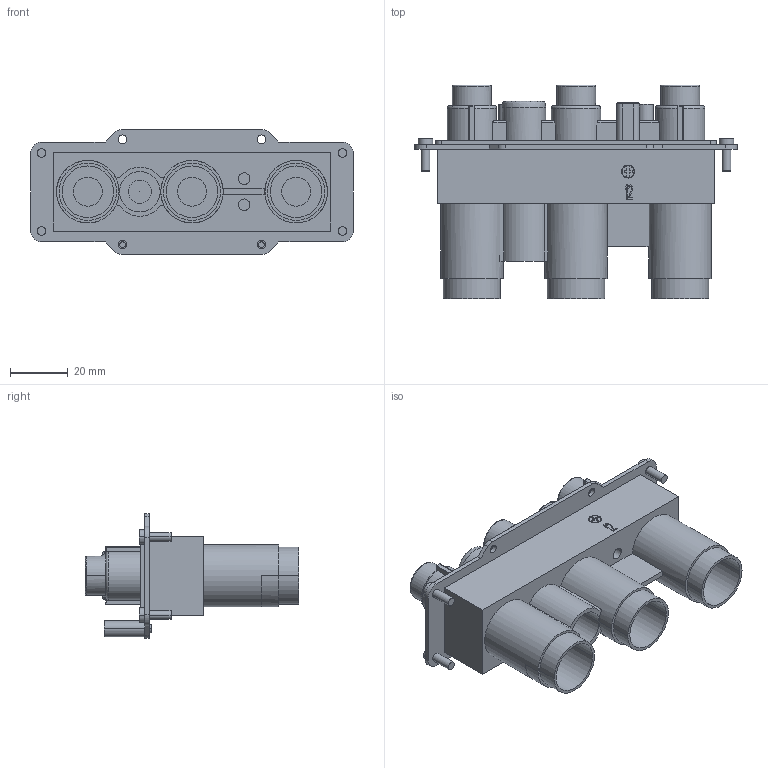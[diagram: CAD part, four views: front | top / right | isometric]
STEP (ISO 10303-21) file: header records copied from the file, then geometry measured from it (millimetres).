
FILE_DESCRIPTION((''),'2;1');
FILE_NAME('HK-003_2-F','2017-09-15T',('tl.yang'),(''),'PRO/ENGINEER BY PARAMETRIC TECHNOLOGY CORPORATION, 2011500','PRO/ENGINEER BY PARAMETRIC TECHNOLOGY CORPORATION, 2011500','');
FILE_SCHEMA(('CONFIG_CONTROL_DESIGN'));
Length unit declared in the file: millimetre
Products named in the file (1): HK-003_2-F
Bounding box: 111.5 x 73.8 x 43 mm (x, y, z)
Volume: 89185.4 mm3; surface area: 37243.5 mm2
Topology: 1 solids, 1 shells, 582 faces, 1535 edges, 1009 vertices
Faces by surface type: plane 372, cylinder 174, torus 16, cone 10, sphere 8, revolution 2
Entity records: 18091 total; most frequent: CARTESIAN_POINT 3342, DIRECTION 3063, ORIENTED_EDGE 3050, EDGE_CURVE 1525, VECTOR 1065, LINE 1065, VERTEX_POINT 1009, AXIS2_PLACEMENT_3D 998
